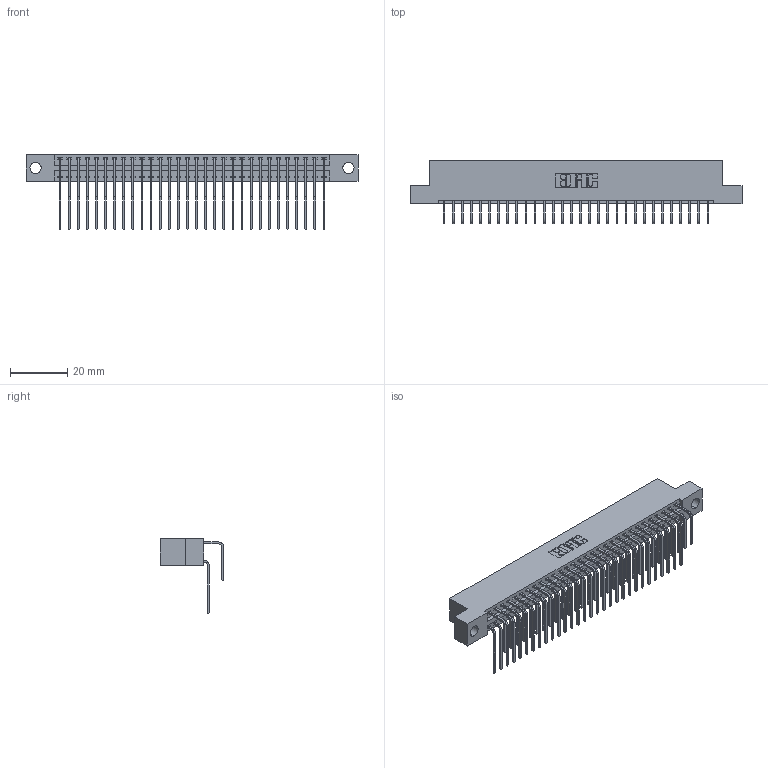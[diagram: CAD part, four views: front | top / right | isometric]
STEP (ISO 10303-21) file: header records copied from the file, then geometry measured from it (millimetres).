
FILE_DESCRIPTION (( 'STEP AP203' ), '1' );
FILE_NAME ('396-060-558-204.STEP', '2018-09-08T13:55:49', ( '' ), ( '' ), 'SwSTEP 2.0', 'SolidWorks 2016', '' );
FILE_SCHEMA (( 'CONFIG_CONTROL_DESIGN' ));
Length unit declared in the file: inch
Products named in the file (4): 345-292-001_558 559 Tail - 1; 346 Part_Flush Mounting Lugs - 0.156 Dia-TH; 345-292-001_558 Tail - 2; 396-060-558-204
Assembly tree (61 placements, depth 2):
  396-060-558-204
    346 Part_Flush Mounting Lugs - 0.156 Dia-TH
    345-292-001_558 559 Tail - 1  x30
    345-292-001_558 Tail - 2  x30
Bounding box: 115.82 x 22.16 x 26.16 mm (x, y, z)
Volume: 11459.3 mm3; surface area: 17036.9 mm2
Topology: 61 solids, 61 shells, 3362 faces, 9989 edges, 6578 vertices
Faces by surface type: plane 2296, cylinder 1066
Entity records: 22981 total; most frequent: CARTESIAN_POINT 3855, ORIENTED_EDGE 3738, DIRECTION 3421, EDGE_CURVE 1869, VECTOR 1577, LINE 1577, VERTEX_POINT 1242, AXIS2_PLACEMENT_3D 922
